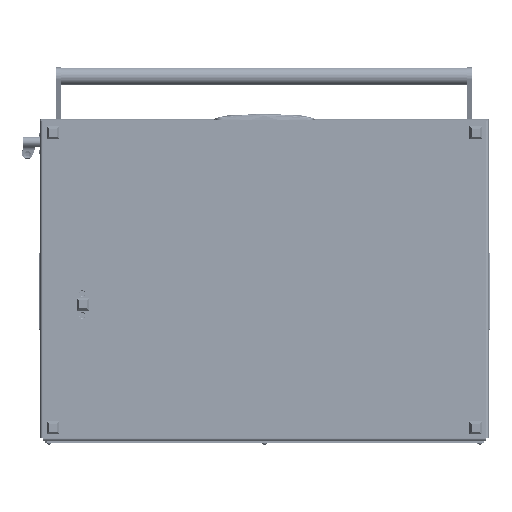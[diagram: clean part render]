
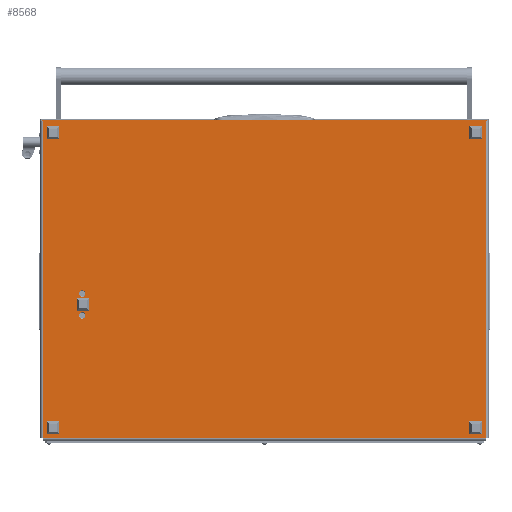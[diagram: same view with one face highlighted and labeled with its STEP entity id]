
A CAD part, front view. The second image highlights one B-rep face of the part: STEP entity #8568.
In plain terms, the highlighted face is planar.
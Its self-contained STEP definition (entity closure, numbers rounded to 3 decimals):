
#3455 = VECTOR ( 'NONE', #108717, 1000. ) ;
#3777 = DIRECTION ( 'NONE',  ( 0., 0., -1. ) ) ;
#4451 = LINE ( 'NONE', #17788, #52098 ) ;
#5886 = CARTESIAN_POINT ( 'NONE',  ( -2., -2., 0. ) ) ;
#6172 = LINE ( 'NONE', #12221, #124303 ) ;
#8330 = ORIENTED_EDGE ( 'NONE', *, *, #51855, .T. ) ;
#8568 = ADVANCED_FACE ( 'NONE', ( #55898, #72864, #59028 ), #124169, .T. ) ;
#8839 = CARTESIAN_POINT ( 'NONE',  ( 269.8, 645., 0. ) ) ;
#11642 = AXIS2_PLACEMENT_3D ( 'NONE', #47439, #58641, #57350 ) ;
#12221 = CARTESIAN_POINT ( 'NONE',  ( 0., 708., 0. ) ) ;
#12262 = LINE ( 'NONE', #105145, #42899 ) ;
#13401 = CIRCLE ( 'NONE', #59167, 5.2 ) ;
#13896 = VERTEX_POINT ( 'NONE', #42227 ) ;
#14980 = DIRECTION ( 'NONE',  ( 0., 0., -1. ) ) ;
#16159 = EDGE_LOOP ( 'NONE', ( #86999, #82044 ) ) ;
#17788 = CARTESIAN_POINT ( 'NONE',  ( 0., 0., 0. ) ) ;
#18462 = EDGE_CURVE ( 'NONE', #46529, #55870, #4451, .T. ) ;
#20595 = VECTOR ( 'NONE', #83692, 1000. ) ;
#22223 = EDGE_LOOP ( 'NONE', ( #81225, #23318 ) ) ;
#23318 = ORIENTED_EDGE ( 'NONE', *, *, #42323, .F. ) ;
#25394 = ORIENTED_EDGE ( 'NONE', *, *, #53865, .F. ) ;
#28618 = DIRECTION ( 'NONE',  ( 0., 1., 0. ) ) ;
#30905 = ORIENTED_EDGE ( 'NONE', *, *, #18462, .F. ) ;
#37992 = CARTESIAN_POINT ( 'NONE',  ( -2., -4., 0. ) ) ;
#39638 = ORIENTED_EDGE ( 'NONE', *, *, #109126, .T. ) ;
#40012 = EDGE_CURVE ( 'NONE', #116760, #97227, #6172, .T. ) ;
#40637 = EDGE_CURVE ( 'NONE', #120540, #125686, #124175, .T. ) ;
#42227 = CARTESIAN_POINT ( 'NONE',  ( 315.2, 645., 0. ) ) ;
#42323 = EDGE_CURVE ( 'NONE', #13896, #109678, #80809, .T. ) ;
#42899 = VECTOR ( 'NONE', #94429, 1000. ) ;
#43692 = VERTEX_POINT ( 'NONE', #84305 ) ;
#46529 = VERTEX_POINT ( 'NONE', #115408 ) ;
#47439 = CARTESIAN_POINT ( 'NONE',  ( 310., 645., 0. ) ) ;
#50343 = CARTESIAN_POINT ( 'NONE',  ( 506., 708., 0. ) ) ;
#50415 = ORIENTED_EDGE ( 'NONE', *, *, #117266, .F. ) ;
#50843 = CARTESIAN_POINT ( 'NONE',  ( 304.8, 645., 0. ) ) ;
#51085 = LINE ( 'NONE', #89473, #74167 ) ;
#51855 = EDGE_CURVE ( 'NONE', #84421, #43692, #106447, .T. ) ;
#52098 = VECTOR ( 'NONE', #55535, 1000. ) ;
#52538 = EDGE_CURVE ( 'NONE', #116760, #55870, #84803, .T. ) ;
#52559 = DIRECTION ( 'NONE',  ( -1., 0., 0. ) ) ;
#52582 = EDGE_LOOP ( 'NONE', ( #25394, #113163, #8330, #39638, #50415, #122384, #71865, #30905 ) ) ;
#52769 = VECTOR ( 'NONE', #28618, 1000. ) ;
#53458 = CARTESIAN_POINT ( 'NONE',  ( 310., 645., 0. ) ) ;
#53865 = EDGE_CURVE ( 'NONE', #122605, #46529, #12262, .T. ) ;
#55043 = AXIS2_PLACEMENT_3D ( 'NONE', #103830, #14980, #92346 ) ;
#55535 = DIRECTION ( 'NONE',  ( 1., 0., 0. ) ) ;
#55870 = VERTEX_POINT ( 'NONE', #92238 ) ;
#55898 = FACE_BOUND ( 'NONE', #16159, .T. ) ;
#57350 = DIRECTION ( 'NONE',  ( -1., 0., 0. ) ) ;
#57543 = CARTESIAN_POINT ( 'NONE',  ( 280.2, 645., 0. ) ) ;
#58641 = DIRECTION ( 'NONE',  ( 0., 0., -1. ) ) ;
#59028 = FACE_OUTER_BOUND ( 'NONE', #52582, .T. ) ;
#59167 = AXIS2_PLACEMENT_3D ( 'NONE', #53458, #3777, #122924 ) ;
#60278 = DIRECTION ( 'NONE',  ( -1., 0., 0. ) ) ;
#66930 = CARTESIAN_POINT ( 'NONE',  ( 506., 708., 0. ) ) ;
#68202 = DIRECTION ( 'NONE',  ( 1., 0., 0. ) ) ;
#68232 = CARTESIAN_POINT ( 'NONE',  ( 0., 708., 0. ) ) ;
#70754 = EDGE_CURVE ( 'NONE', #125686, #120540, #108144, .T. ) ;
#71865 = ORIENTED_EDGE ( 'NONE', *, *, #52538, .T. ) ;
#72864 = FACE_BOUND ( 'NONE', #22223, .T. ) ;
#74167 = VECTOR ( 'NONE', #60278, 1000. ) ;
#80237 = VECTOR ( 'NONE', #68202, 1000. ) ;
#80809 = CIRCLE ( 'NONE', #11642, 5.2 ) ;
#81225 = ORIENTED_EDGE ( 'NONE', *, *, #105442, .F. ) ;
#82044 = ORIENTED_EDGE ( 'NONE', *, *, #70754, .F. ) ;
#83692 = DIRECTION ( 'NONE',  ( 0., 1., 0. ) ) ;
#84305 = CARTESIAN_POINT ( 'NONE',  ( -2., 710., 0. ) ) ;
#84421 = VERTEX_POINT ( 'NONE', #5886 ) ;
#84803 = LINE ( 'NONE', #50343, #3455 ) ;
#86298 = CARTESIAN_POINT ( 'NONE',  ( 275., 645., 0. ) ) ;
#86999 = ORIENTED_EDGE ( 'NONE', *, *, #40637, .F. ) ;
#89473 = CARTESIAN_POINT ( 'NONE',  ( 0., -2., 0. ) ) ;
#90480 = AXIS2_PLACEMENT_3D ( 'NONE', #94214, #113887, #52559 ) ;
#92238 = CARTESIAN_POINT ( 'NONE',  ( 506., 0., 0. ) ) ;
#92346 = DIRECTION ( 'NONE',  ( -1., 0., 0. ) ) ;
#92733 = CARTESIAN_POINT ( 'NONE',  ( 0., -4., 0. ) ) ;
#94214 = CARTESIAN_POINT ( 'NONE',  ( 0., 708., 0. ) ) ;
#94429 = DIRECTION ( 'NONE',  ( 0., 1., 0. ) ) ;
#94878 = DIRECTION ( 'NONE',  ( -1., 0., 0. ) ) ;
#95281 = DIRECTION ( 'NONE',  ( 0., 0., -1. ) ) ;
#97227 = VERTEX_POINT ( 'NONE', #68232 ) ;
#102689 = VERTEX_POINT ( 'NONE', #126739 ) ;
#103830 = CARTESIAN_POINT ( 'NONE',  ( 275., 645., 0. ) ) ;
#105145 = CARTESIAN_POINT ( 'NONE',  ( 0., -4., 0. ) ) ;
#105442 = EDGE_CURVE ( 'NONE', #109678, #13896, #13401, .T. ) ;
#106447 = LINE ( 'NONE', #37992, #52769 ) ;
#108144 = CIRCLE ( 'NONE', #109321, 5.2 ) ;
#108717 = DIRECTION ( 'NONE',  ( 0., -1., 0. ) ) ;
#109126 = EDGE_CURVE ( 'NONE', #43692, #102689, #109367, .T. ) ;
#109321 = AXIS2_PLACEMENT_3D ( 'NONE', #86298, #95281, #94878 ) ;
#109367 = LINE ( 'NONE', #125164, #80237 ) ;
#109637 = DIRECTION ( 'NONE',  ( -1., 0., 0. ) ) ;
#109678 = VERTEX_POINT ( 'NONE', #50843 ) ;
#113163 = ORIENTED_EDGE ( 'NONE', *, *, #117822, .T. ) ;
#113887 = DIRECTION ( 'NONE',  ( 0., 0., -1. ) ) ;
#115408 = CARTESIAN_POINT ( 'NONE',  ( 0., 0., 0. ) ) ;
#115675 = LINE ( 'NONE', #92733, #20595 ) ;
#116760 = VERTEX_POINT ( 'NONE', #66930 ) ;
#117266 = EDGE_CURVE ( 'NONE', #97227, #102689, #115675, .T. ) ;
#117822 = EDGE_CURVE ( 'NONE', #122605, #84421, #51085, .T. ) ;
#120540 = VERTEX_POINT ( 'NONE', #8839 ) ;
#122384 = ORIENTED_EDGE ( 'NONE', *, *, #40012, .F. ) ;
#122605 = VERTEX_POINT ( 'NONE', #126037 ) ;
#122924 = DIRECTION ( 'NONE',  ( -1., 0., 0. ) ) ;
#124169 = PLANE ( 'NONE',  #90480 ) ;
#124175 = CIRCLE ( 'NONE', #55043, 5.2 ) ;
#124303 = VECTOR ( 'NONE', #109637, 1000. ) ;
#125164 = CARTESIAN_POINT ( 'NONE',  ( 0., 710., 0. ) ) ;
#125686 = VERTEX_POINT ( 'NONE', #57543 ) ;
#126037 = CARTESIAN_POINT ( 'NONE',  ( 0., -2., 0. ) ) ;
#126739 = CARTESIAN_POINT ( 'NONE',  ( 0., 710., 0. ) ) ;
